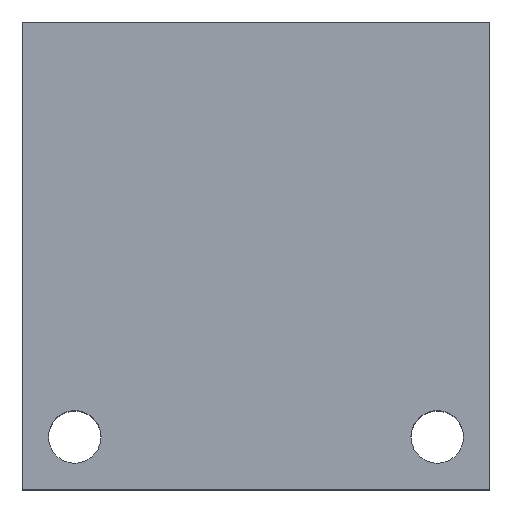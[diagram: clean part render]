
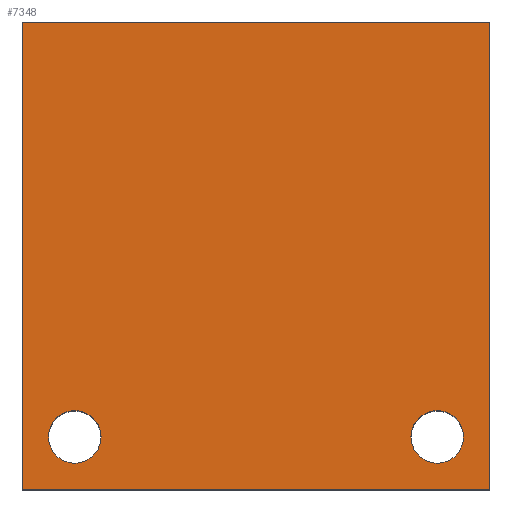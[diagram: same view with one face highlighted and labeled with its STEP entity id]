
A CAD part, top view. The second image highlights one B-rep face of the part: STEP entity #7348.
In plain terms, the highlighted planar face has unit normal (0, 0, 1).
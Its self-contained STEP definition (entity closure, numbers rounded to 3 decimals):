
#64=CIRCLE('',#7650,3.569);
#66=CIRCLE('',#7653,3.569);
#497=FACE_BOUND('',#1292,.T.);
#498=FACE_BOUND('',#1293,.T.);
#877=FACE_OUTER_BOUND('',#1291,.T.);
#1291=EDGE_LOOP('',(#6409,#6410,#6411,#6412));
#1292=EDGE_LOOP('',(#6413));
#1293=EDGE_LOOP('',(#6414));
#1676=LINE('',#9875,#2393);
#2008=LINE('',#12635,#2725);
#2011=LINE('',#12639,#2728);
#2013=LINE('',#12643,#2730);
#2393=VECTOR('',#8308,10.);
#2725=VECTOR('',#8952,10.);
#2728=VECTOR('',#8957,10.);
#2730=VECTOR('',#8963,10.);
#2995=VERTEX_POINT('',#9872);
#2996=VERTEX_POINT('',#9874);
#3389=VERTEX_POINT('',#12617);
#3391=VERTEX_POINT('',#12623);
#3395=VERTEX_POINT('',#12632);
#3396=VERTEX_POINT('',#12634);
#3792=EDGE_CURVE('',#2996,#2995,#1676,.T.);
#4391=EDGE_CURVE('',#3389,#3389,#64,.T.);
#4394=EDGE_CURVE('',#3391,#3391,#66,.T.);
#4399=EDGE_CURVE('',#3396,#3395,#2008,.T.);
#4402=EDGE_CURVE('',#2995,#3396,#2011,.T.);
#4404=EDGE_CURVE('',#3395,#2996,#2013,.T.);
#6409=ORIENTED_EDGE('',*,*,#4404,.T.);
#6410=ORIENTED_EDGE('',*,*,#3792,.T.);
#6411=ORIENTED_EDGE('',*,*,#4402,.T.);
#6412=ORIENTED_EDGE('',*,*,#4399,.T.);
#6413=ORIENTED_EDGE('',*,*,#4391,.T.);
#6414=ORIENTED_EDGE('',*,*,#4394,.T.);
#6641=PLANE('',#7659);
#7348=ADVANCED_FACE('',(#877,#497,#498),#6641,.T.);
#7650=AXIS2_PLACEMENT_3D('',#12618,#8936,#8937);
#7653=AXIS2_PLACEMENT_3D('',#12624,#8943,#8944);
#7659=AXIS2_PLACEMENT_3D('',#12644,#8964,#8965);
#8308=DIRECTION('',(0.,1.,0.));
#8936=DIRECTION('center_axis',(0.,0.,-1.));
#8937=DIRECTION('ref_axis',(1.,0.,0.));
#8943=DIRECTION('center_axis',(0.,0.,-1.));
#8944=DIRECTION('ref_axis',(1.,0.,0.));
#8952=DIRECTION('',(0.,-1.,0.));
#8957=DIRECTION('',(-1.,0.,0.));
#8963=DIRECTION('',(1.,0.,0.));
#8964=DIRECTION('center_axis',(0.,0.,1.));
#8965=DIRECTION('ref_axis',(1.,0.,0.));
#9872=CARTESIAN_POINT('',(63.5,63.5,38.1));
#9874=CARTESIAN_POINT('',(63.5,0.,38.1));
#9875=CARTESIAN_POINT('',(63.5,0.,38.1));
#12617=CARTESIAN_POINT('',(3.569,7.137,38.1));
#12618=CARTESIAN_POINT('Origin',(7.137,7.137,38.1));
#12623=CARTESIAN_POINT('',(52.794,7.137,38.1));
#12624=CARTESIAN_POINT('Origin',(56.363,7.137,38.1));
#12632=CARTESIAN_POINT('',(0.,0.,38.1));
#12634=CARTESIAN_POINT('',(0.,63.5,38.1));
#12635=CARTESIAN_POINT('',(0.,63.5,38.1));
#12639=CARTESIAN_POINT('',(63.5,63.5,38.1));
#12643=CARTESIAN_POINT('',(0.,0.,38.1));
#12644=CARTESIAN_POINT('Origin',(31.75,31.75,38.1));
